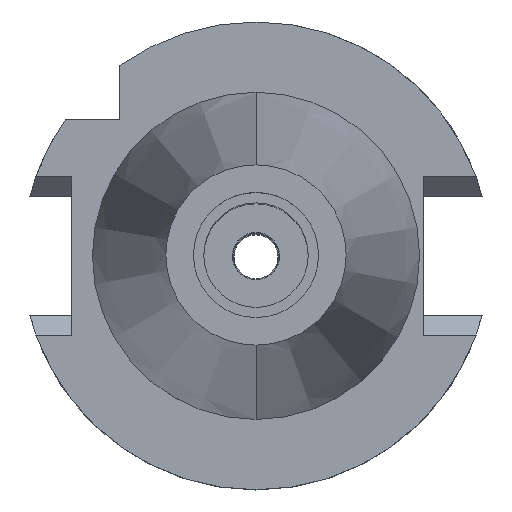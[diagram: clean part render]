
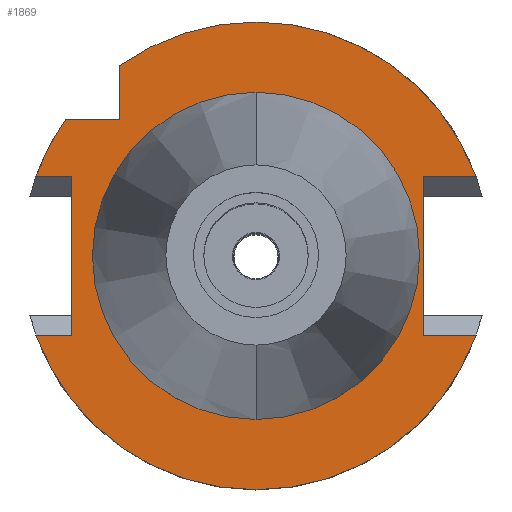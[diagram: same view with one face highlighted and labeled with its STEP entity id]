
A CAD part, top view. The second image highlights one B-rep face of the part: STEP entity #1869.
In plain terms, the highlighted planar face has unit normal (0, 0, 1).
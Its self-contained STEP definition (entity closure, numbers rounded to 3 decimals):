
#121=CARTESIAN_POINT('',(0.,0.,-1.));
#122=DIRECTION('',(0.,0.,-1.));
#123=DIRECTION('',(-0.582,0.813,0.));
#124=AXIS2_PLACEMENT_3D('',#121,#122,#123);
#129=CARTESIAN_POINT('',(0.,0.,-1.));
#130=DIRECTION('',(0.,0.,-1.));
#131=DIRECTION('',(0.,1.,0.));
#132=AXIS2_PLACEMENT_3D('',#129,#130,#131);
#137=DIRECTION('',(0.,-1.,0.));
#138=VECTOR('',#137,21.5);
#139=CARTESIAN_POINT('',(22.7,10.75,-1.));
#140=LINE('',#139,#138);
#144=DIRECTION('',(1.,0.,0.));
#145=VECTOR('',#144,7.201);
#146=CARTESIAN_POINT('',(22.7,-10.75,-1.));
#147=LINE('',#146,#145);
#151=CARTESIAN_POINT('',(0.,0.,-1.));
#152=DIRECTION('',(0.,0.,-1.));
#153=DIRECTION('',(0.941,-0.338,0.));
#154=AXIS2_PLACEMENT_3D('',#151,#152,#153);
#159=CARTESIAN_POINT('',(0.,0.,-1.));
#160=DIRECTION('',(0.,0.,-1.));
#161=DIRECTION('',(0.,-1.,0.));
#162=AXIS2_PLACEMENT_3D('',#159,#160,#161);
#167=DIRECTION('',(-1.,0.,0.));
#168=VECTOR('',#167,4.901);
#169=CARTESIAN_POINT('',(-25.,10.75,-1.));
#170=LINE('',#169,#168);
#174=CARTESIAN_POINT('',(0.,0.,-1.));
#175=DIRECTION('',(0.,0.,-1.));
#176=DIRECTION('',(-0.941,0.338,0.));
#177=AXIS2_PLACEMENT_3D('',#174,#175,#176);
#182=CARTESIAN_POINT('',(0.,0.,-1.));
#183=DIRECTION('',(0.,0.,1.));
#184=DIRECTION('',(0.,-1.,0.));
#185=AXIS2_PLACEMENT_3D('',#182,#183,#184);
#190=CARTESIAN_POINT('',(0.,0.,-1.));
#191=DIRECTION('',(0.,0.,1.));
#192=DIRECTION('',(0.,1.,0.));
#193=AXIS2_PLACEMENT_3D('',#190,#191,#192);
#215=DIRECTION('',(0.,-1.,0.));
#216=VECTOR('',#215,7.334);
#217=CARTESIAN_POINT('',(-18.5,25.834,-1.));
#218=LINE('',#217,#216);
#320=DIRECTION('',(-1.,0.,0.));
#321=VECTOR('',#320,7.334);
#322=CARTESIAN_POINT('',(-18.5,18.5,-1.));
#323=LINE('',#322,#321);
#373=DIRECTION('',(0.,-1.,0.));
#374=VECTOR('',#373,21.5);
#375=CARTESIAN_POINT('',(-25.,10.75,-1.));
#376=LINE('',#375,#374);
#542=DIRECTION('',(-1.,0.,0.));
#543=VECTOR('',#542,4.901);
#544=CARTESIAN_POINT('',(-25.,-10.75,-1.));
#545=LINE('',#544,#543);
#552=CARTESIAN_POINT('',(-29.901,-10.75,-1.));
#834=DIRECTION('',(1.,0.,0.));
#835=VECTOR('',#834,7.201);
#836=CARTESIAN_POINT('',(22.7,10.75,-1.));
#837=LINE('',#836,#835);
#858=CARTESIAN_POINT('',(29.901,10.75,-1.));
#1634=CARTESIAN_POINT('',(-18.5,25.834,-1.));
#1635=VERTEX_POINT('',#1634);
#1636=CARTESIAN_POINT('',(-18.5,18.5,-1.));
#1637=VERTEX_POINT('',#1636);
#1667=CARTESIAN_POINT('',(-25.,10.75,-1.));
#1668=VERTEX_POINT('',#1667);
#1669=CARTESIAN_POINT('',(-25.,-10.75,-1.));
#1670=VERTEX_POINT('',#1669);
#1727=VERTEX_POINT('',#552);
#1728=CARTESIAN_POINT('',(0.,-31.775,-1.));
#1729=VERTEX_POINT('',#1728);
#1730=CARTESIAN_POINT('',(29.901,-10.75,-1.));
#1731=VERTEX_POINT('',#1730);
#1735=VERTEX_POINT('',#858);
#1736=CARTESIAN_POINT('',(0.,31.775,-1.));
#1737=VERTEX_POINT('',#1736);
#1738=CARTESIAN_POINT('',(-25.834,18.5,-1.));
#1739=VERTEX_POINT('',#1738);
#1740=CARTESIAN_POINT('',(-29.901,10.75,-1.));
#1741=VERTEX_POINT('',#1740);
#1742=CARTESIAN_POINT('',(22.7,10.75,-1.));
#1743=VERTEX_POINT('',#1742);
#1744=CARTESIAN_POINT('',(22.7,-10.75,-1.));
#1745=VERTEX_POINT('',#1744);
#1746=CARTESIAN_POINT('',(0.,-22.225,-1.));
#1747=CARTESIAN_POINT('',(0.,22.225,-1.));
#1748=VERTEX_POINT('',#1746);
#1749=VERTEX_POINT('',#1747);
#1832=CARTESIAN_POINT('',(0.,0.,-1.));
#1833=DIRECTION('',(0.,0.,-1.));
#1834=DIRECTION('',(0.,-1.,0.));
#1835=AXIS2_PLACEMENT_3D('',#1832,#1833,#1834);
#1836=PLANE('',#1835);
#1838=ORIENTED_EDGE('',*,*,#1837,.F.);
#1840=ORIENTED_EDGE('',*,*,#1839,.T.);
#1842=ORIENTED_EDGE('',*,*,#1841,.T.);
#1844=ORIENTED_EDGE('',*,*,#1843,.F.);
#1846=ORIENTED_EDGE('',*,*,#1845,.T.);
#1848=ORIENTED_EDGE('',*,*,#1847,.T.);
#1850=ORIENTED_EDGE('',*,*,#1849,.T.);
#1852=ORIENTED_EDGE('',*,*,#1851,.T.);
#1854=ORIENTED_EDGE('',*,*,#1853,.F.);
#1856=ORIENTED_EDGE('',*,*,#1855,.F.);
#1858=ORIENTED_EDGE('',*,*,#1857,.T.);
#1860=ORIENTED_EDGE('',*,*,#1859,.T.);
#1862=ORIENTED_EDGE('',*,*,#1861,.F.);
#1863=EDGE_LOOP('',(#1838,#1840,#1842,#1844,#1846,#1848,#1850,#1852,#1854,#1856,
#1858,#1860,#1862));
#1864=FACE_OUTER_BOUND('',#1863,.F.);
#1865=ORIENTED_EDGE('',*,*,#1811,.T.);
#1866=ORIENTED_EDGE('',*,*,#1827,.T.);
#1867=EDGE_LOOP('',(#1865,#1866));
#1868=FACE_BOUND('',#1867,.F.);
#125=CIRCLE('',#124,31.775);
#133=CIRCLE('',#132,31.775);
#155=CIRCLE('',#154,31.775);
#163=CIRCLE('',#162,31.775);
#178=CIRCLE('',#177,31.775);
#186=CIRCLE('',#185,22.225);
#194=CIRCLE('',#193,22.225);
#1811=EDGE_CURVE('',#1748,#1749,#186,.T.);
#1827=EDGE_CURVE('',#1749,#1748,#194,.T.);
#1837=EDGE_CURVE('',#1635,#1637,#218,.T.);
#1839=EDGE_CURVE('',#1635,#1737,#125,.T.);
#1841=EDGE_CURVE('',#1737,#1735,#133,.T.);
#1843=EDGE_CURVE('',#1743,#1735,#837,.T.);
#1845=EDGE_CURVE('',#1743,#1745,#140,.T.);
#1847=EDGE_CURVE('',#1745,#1731,#147,.T.);
#1849=EDGE_CURVE('',#1731,#1729,#155,.T.);
#1851=EDGE_CURVE('',#1729,#1727,#163,.T.);
#1853=EDGE_CURVE('',#1670,#1727,#545,.T.);
#1855=EDGE_CURVE('',#1668,#1670,#376,.T.);
#1857=EDGE_CURVE('',#1668,#1741,#170,.T.);
#1859=EDGE_CURVE('',#1741,#1739,#178,.T.);
#1861=EDGE_CURVE('',#1637,#1739,#323,.T.);
#1869=ADVANCED_FACE('',(#1864,#1868),#1836,.F.);
